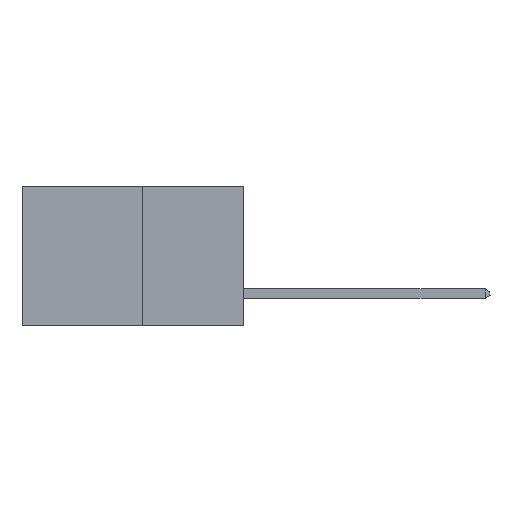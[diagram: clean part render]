
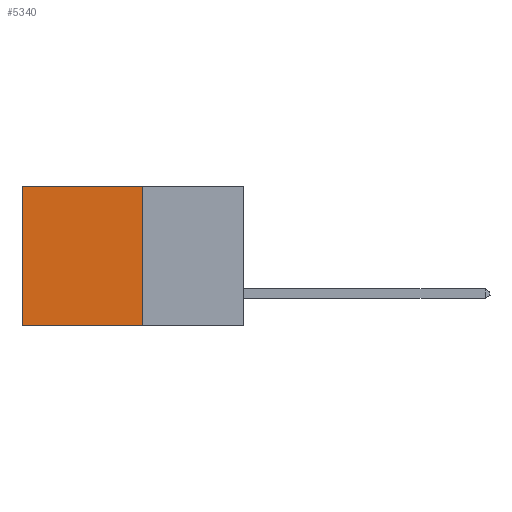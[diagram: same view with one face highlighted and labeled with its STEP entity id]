
A CAD part, left-side view. The second image highlights one B-rep face of the part: STEP entity #5340.
In plain terms, the highlighted planar face has unit normal (-1, 0, 0).
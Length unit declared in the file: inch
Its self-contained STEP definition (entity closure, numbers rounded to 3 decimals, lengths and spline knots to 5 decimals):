
#725 = EDGE_CURVE ( 'NONE', #31165, #12365, #22579, .T. ) ;
#908 = CARTESIAN_POINT ( 'NONE',  ( 0.277, 0.27, -0.37 ) ) ;
#1630 = AXIS2_PLACEMENT_3D ( 'NONE', #3880, #3986, #5429 ) ;
#3291 = ORIENTED_EDGE ( 'NONE', *, *, #23894, .F. ) ;
#3766 = DIRECTION ( 'NONE',  ( 0., 1., 0. ) ) ;
#3880 = CARTESIAN_POINT ( 'NONE',  ( 0.277, 0.27, -0.37 ) ) ;
#3986 = DIRECTION ( 'NONE',  ( 1., 0., 0. ) ) ;
#4825 = PLANE ( 'NONE',  #1630 ) ;
#5340 = ADVANCED_FACE ( 'NONE', ( #23495 ), #4825, .F. ) ;
#5345 = CARTESIAN_POINT ( 'NONE',  ( 0.277, 0.27, -0.37 ) ) ;
#5429 = DIRECTION ( 'NONE',  ( 0., 0., -1. ) ) ;
#5818 = CARTESIAN_POINT ( 'NONE',  ( 0.277, 0.59, -0.37 ) ) ;
#7181 = VECTOR ( 'NONE', #3766, 39.37008 ) ;
#7756 = DIRECTION ( 'NONE',  ( 0., 0., -1. ) ) ;
#7943 = LINE ( 'NONE', #30290, #7181 ) ;
#8943 = VECTOR ( 'NONE', #25173, 39.37008 ) ;
#10372 = VECTOR ( 'NONE', #7756, 39.37008 ) ;
#10664 = DIRECTION ( 'NONE',  ( 0., 1., 0. ) ) ;
#12296 = EDGE_LOOP ( 'NONE', ( #21958, #3291, #17080, #28477 ) ) ;
#12365 = VERTEX_POINT ( 'NONE', #22086 ) ;
#12528 = VERTEX_POINT ( 'NONE', #19523 ) ;
#14135 = CARTESIAN_POINT ( 'NONE',  ( 0.277, 0.27, -0.37 ) ) ;
#17080 = ORIENTED_EDGE ( 'NONE', *, *, #30324, .F. ) ;
#19523 = CARTESIAN_POINT ( 'NONE',  ( 0.277, 0.27, 0. ) ) ;
#20593 = EDGE_CURVE ( 'NONE', #12528, #31165, #7943, .T. ) ;
#21958 = ORIENTED_EDGE ( 'NONE', *, *, #725, .T. ) ;
#22001 = VERTEX_POINT ( 'NONE', #14135 ) ;
#22086 = CARTESIAN_POINT ( 'NONE',  ( 0.277, 0.59, -0.37 ) ) ;
#22579 = LINE ( 'NONE', #5818, #8943 ) ;
#22820 = VECTOR ( 'NONE', #10664, 39.37008 ) ;
#23228 = LINE ( 'NONE', #5345, #10372 ) ;
#23495 = FACE_OUTER_BOUND ( 'NONE', #12296, .T. ) ;
#23590 = LINE ( 'NONE', #908, #22820 ) ;
#23894 = EDGE_CURVE ( 'NONE', #22001, #12365, #23590, .T. ) ;
#25173 = DIRECTION ( 'NONE',  ( 0., 0., -1. ) ) ;
#27648 = CARTESIAN_POINT ( 'NONE',  ( 0.277, 0.59, 0. ) ) ;
#28477 = ORIENTED_EDGE ( 'NONE', *, *, #20593, .T. ) ;
#30290 = CARTESIAN_POINT ( 'NONE',  ( 0.277, 0.27, 0. ) ) ;
#30324 = EDGE_CURVE ( 'NONE', #12528, #22001, #23228, .T. ) ;
#31165 = VERTEX_POINT ( 'NONE', #27648 ) ;
